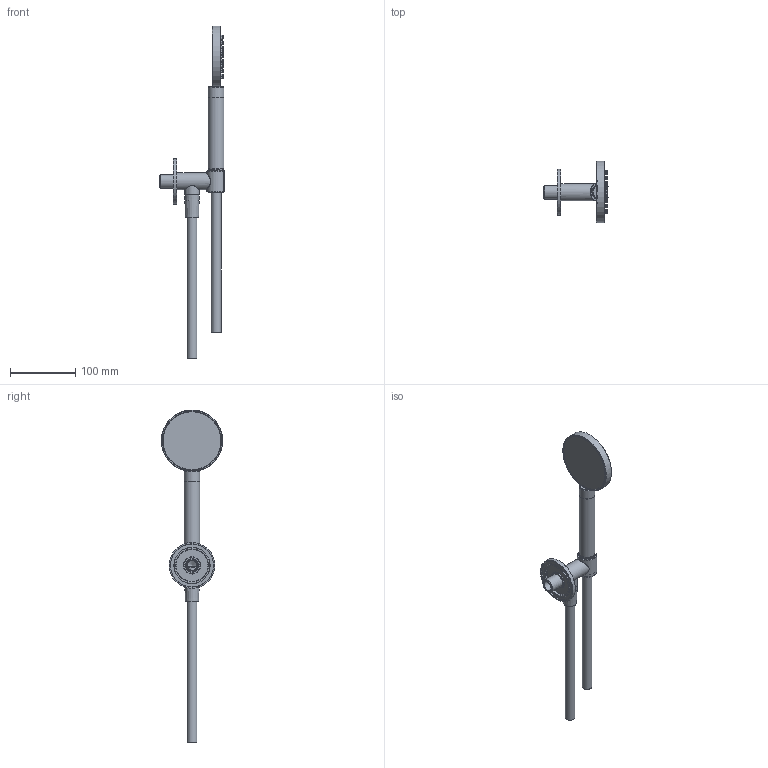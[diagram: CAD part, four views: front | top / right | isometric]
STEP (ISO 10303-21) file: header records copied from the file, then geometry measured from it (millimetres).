
FILE_DESCRIPTION(/* description */ ('Unknown'),/* implementation_level */ '2;1');
FILE_NAME(/* name */ 'M446-00',/* time_stamp */ '2025-01-17T17:35:29+01:00',/* author */ ('Unknown'),/* organization */ ('Unknown'),/* preprocessor_version */ 'ST-DEVELOPER v19.4',/* originating_system */ 'Solid Edge',/* authorisation */ 'Unknown');
FILE_SCHEMA (('AUTOMOTIVE_DESIGN {1 0 10303 214 3 1 1}'));
Length unit declared in the file: millimetre
Products named in the file (11): M446-00; M515-00_oa_0; M515-001; M515-01; M515-03; M514-03; CB450-10; M514-07; M015-001; M355-00_oa_1; DOCCIA-D94_2_SW0007
Assembly tree (11 placements, depth 4):
  M446-00
    M515-00_oa_0
      M515-001
        M515-01
        M515-03
      M514-03
      CB450-10
      M514-07
    M015-001  x2
    M355-00_oa_1
      DOCCIA-D94_2_SW0007
Bounding box: 98.06 x 93.99 x 508.27 mm (x, y, z)
Volume: 281958.8 mm3; surface area: 104719 mm2
Topology: 9 solids, 9 shells, 536 faces, 1122 edges, 677 vertices
Faces by surface type: cylinder 158, plane 150, torus 100, cone 67, bspline 39, sphere 22
Full cylindrical faces by diameter (mm): 0.7 x40, 4.134 x2, 5.5 x1, 11 x1, 15 x4, 15.2 x1, 16.5 x2, 18 x1, 18.631 x5, 20.955 x3, 22.1 x1, 23 x1, 23.3 x1, 24 x2, 25.3 x1, 25.997 x1, 50 x1, 55.5 x1, 65.5 x1, 70 x1, 89 x1, 90 x1
Entity records: 16643 total; most frequent: CARTESIAN_POINT 4367, DIRECTION 2235, ORIENTED_EDGE 1620, AXIS2_PLACEMENT_3D 1040, FACE_BOUND 813, EDGE_LOOP 811, EDGE_CURVE 810, VERTEX_POINT 583
